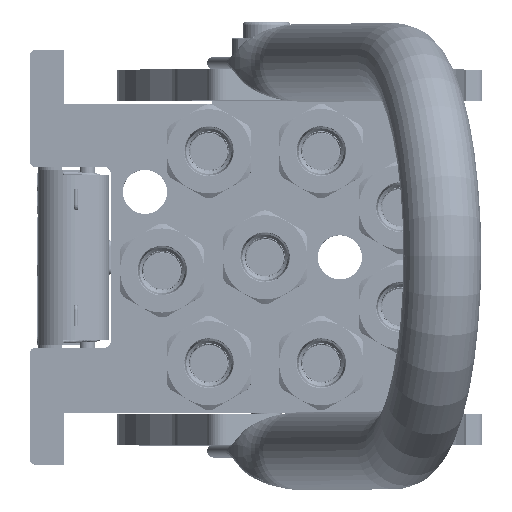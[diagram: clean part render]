
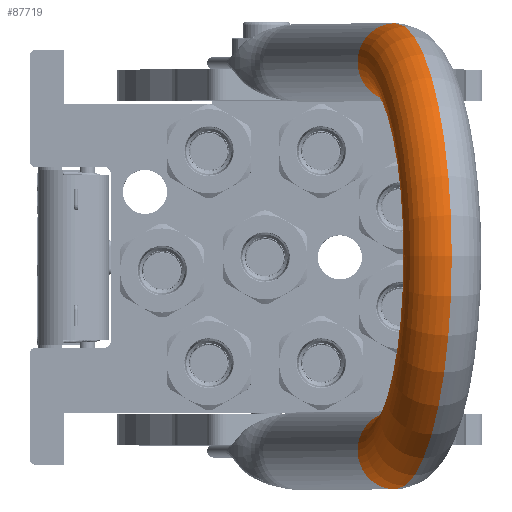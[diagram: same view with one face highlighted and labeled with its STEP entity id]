
A CAD part, top view. The second image highlights one B-rep face of the part: STEP entity #87719.
In plain terms, the highlighted toroidal (fillet/blend) face has major radius 62.25 mm and minor radius 12.5 mm.
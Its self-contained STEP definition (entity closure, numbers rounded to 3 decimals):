
#4439 = CIRCLE ( 'NONE', #43899, 49.75 ) ;
#8630 = DIRECTION ( 'NONE',  ( 0., 1., 0. ) ) ;
#11079 = AXIS2_PLACEMENT_3D ( 'NONE', #38611, #8630, #49060 ) ;
#12406 = ORIENTED_EDGE ( 'NONE', *, *, #32913, .F. ) ;
#15191 = ORIENTED_EDGE ( 'NONE', *, *, #80353, .F. ) ;
#24939 = AXIS2_PLACEMENT_3D ( 'NONE', #58338, #117262, #56602 ) ;
#26642 = DIRECTION ( 'NONE',  ( 0., 0., 1. ) ) ;
#32913 = EDGE_CURVE ( 'NONE', #46177, #117777, #106326, .T. ) ;
#36931 = DIRECTION ( 'NONE',  ( -1., 0., 0. ) ) ;
#38611 = CARTESIAN_POINT ( 'NONE',  ( 0., 0., 125.25 ) ) ;
#41792 = AXIS2_PLACEMENT_3D ( 'NONE', #105520, #26642, #45345 ) ;
#43899 = AXIS2_PLACEMENT_3D ( 'NONE', #85744, #117180, #36931 ) ;
#44922 = DIRECTION ( 'NONE',  ( 1., 0., 0. ) ) ;
#45345 = DIRECTION ( 'NONE',  ( 1., 0., 0. ) ) ;
#46177 = VERTEX_POINT ( 'NONE', #118307 ) ;
#46271 = VERTEX_POINT ( 'NONE', #99470 ) ;
#47429 = CIRCLE ( 'NONE', #41792, 12.5 ) ;
#48555 = TOROIDAL_SURFACE ( 'NONE', #82118, 62.25, 12.5 ) ;
#49060 = DIRECTION ( 'NONE',  ( -1., 0., 0. ) ) ;
#56602 = DIRECTION ( 'NONE',  ( -1., 0., 0. ) ) ;
#58338 = CARTESIAN_POINT ( 'NONE',  ( 62.25, 0., 125.25 ) ) ;
#65843 = CARTESIAN_POINT ( 'NONE',  ( 0., 0., 125.25 ) ) ;
#68546 = ORIENTED_EDGE ( 'NONE', *, *, #128832, .T. ) ;
#69723 = ORIENTED_EDGE ( 'NONE', *, *, #85738, .T. ) ;
#74135 = DIRECTION ( 'NONE',  ( 0., 1., 0. ) ) ;
#80353 = EDGE_CURVE ( 'NONE', #46271, #46177, #4439, .T. ) ;
#82118 = AXIS2_PLACEMENT_3D ( 'NONE', #65843, #74135, #44922 ) ;
#85738 = EDGE_CURVE ( 'NONE', #46271, #112998, #47429, .T. ) ;
#85744 = CARTESIAN_POINT ( 'NONE',  ( 0., 0., 125.25 ) ) ;
#86511 = CIRCLE ( 'NONE', #11079, 74.75 ) ;
#87719 = ADVANCED_FACE ( 'NONE', ( #101576 ), #48555, .T. ) ;
#95531 = CARTESIAN_POINT ( 'NONE',  ( 74.75, 0., 125.25 ) ) ;
#99223 = CARTESIAN_POINT ( 'NONE',  ( -74.75, 0., 125.25 ) ) ;
#99470 = CARTESIAN_POINT ( 'NONE',  ( -49.75, 0., 125.25 ) ) ;
#101576 = FACE_OUTER_BOUND ( 'NONE', #126981, .T. ) ;
#105520 = CARTESIAN_POINT ( 'NONE',  ( -62.25, 0., 125.25 ) ) ;
#106326 = CIRCLE ( 'NONE', #24939, 12.5 ) ;
#112998 = VERTEX_POINT ( 'NONE', #99223 ) ;
#117180 = DIRECTION ( 'NONE',  ( 0., 1., 0. ) ) ;
#117262 = DIRECTION ( 'NONE',  ( 0., 0., -1. ) ) ;
#117777 = VERTEX_POINT ( 'NONE', #95531 ) ;
#118307 = CARTESIAN_POINT ( 'NONE',  ( 49.75, 0., 125.25 ) ) ;
#126981 = EDGE_LOOP ( 'NONE', ( #68546, #12406, #15191, #69723 ) ) ;
#128832 = EDGE_CURVE ( 'NONE', #112998, #117777, #86511, .T. ) ;
